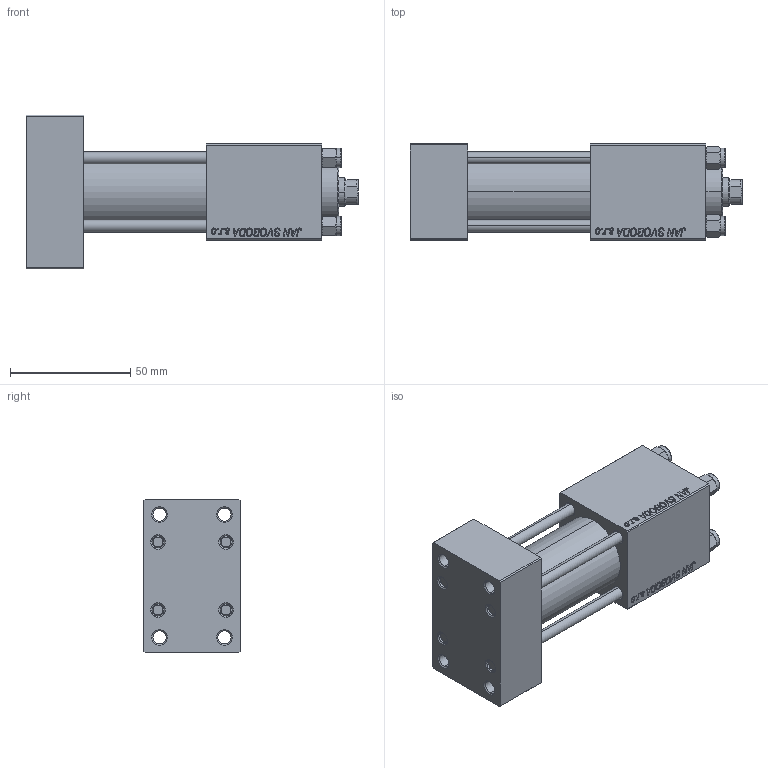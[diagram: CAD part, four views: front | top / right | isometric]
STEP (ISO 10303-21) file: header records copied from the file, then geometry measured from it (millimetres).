
FILE_DESCRIPTION (( 'STEP AP203' ), '1' );
FILE_NAME ('ba16.STEP', '2023-08-22T22:12:10', ( '' ), ( '' ), 'SwSTEP 2.0', 'SolidWorks 2019', '' );
FILE_SCHEMA (( 'CONFIG_CONTROL_DESIGN' ));
Length unit declared in the file: millimetre
Products named in the file (6): V215CR_VCP_E dca18f7c6ad29fda0bfcbafcfefbc694; V215CR_E_Body dca18f7c6ad29fda0bfcbafcfefbc694; V215CR_TYCINKA_E dca18f7c6ad29fda0bfcbafcfefbc694; ba16; NUT_M5_E dca18f7c6ad29fda0bfcbafcfefbc694; V215_VC_A dca18f7c6ad29fda0bfcbafcfefbc694
Assembly tree (11 placements, depth 2):
  ba16
    V215CR_E_Body dca18f7c6ad29fda0bfcbafcfefbc694
    V215CR_VCP_E dca18f7c6ad29fda0bfcbafcfefbc694
    V215CR_TYCINKA_E dca18f7c6ad29fda0bfcbafcfefbc694  x4
    NUT_M5_E dca18f7c6ad29fda0bfcbafcfefbc694  x4
    V215_VC_A dca18f7c6ad29fda0bfcbafcfefbc694
Bounding box: 138 x 40 x 64 mm (x, y, z)
Volume: 165737.1 mm3; surface area: 63210.5 mm2
Topology: 11 solids, 11 shells, 1136 faces, 2856 edges, 1845 vertices
Faces by surface type: plane 497, bspline 392, cone 152, cylinder 87, torus 8
Entity records: 49940 total; most frequent: CARTESIAN_POINT 27032, ORIENTED_EDGE 5204, DIRECTION 3274, EDGE_CURVE 2602, VERTEX_POINT 1701, LINE 1556, VECTOR 1556, EDGE_LOOP 1147
